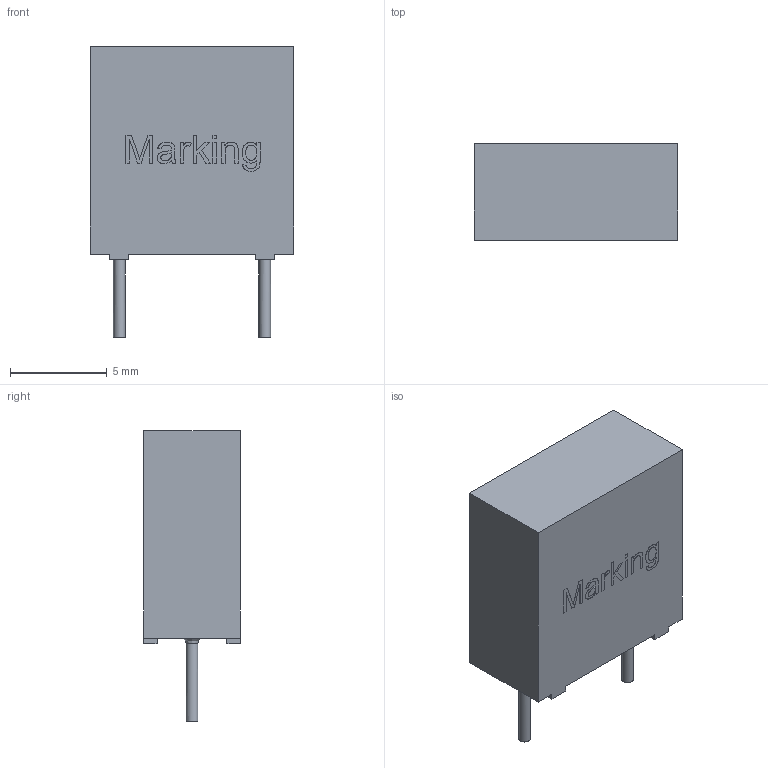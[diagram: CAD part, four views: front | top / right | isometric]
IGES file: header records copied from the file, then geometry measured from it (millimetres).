
Start section: C
Global section: file name: 7,5x10,5x5x11.igs; native system: By Siemens PLM Incorporated; preprocessor: XPlus GENERIC/IGES 23.0.61; author: Author; organization: Title; date: 20230712.151957; units: millimetre
Bounding box: 10.5 x 5 x 15 mm (x, y, z)
Surface area: 1030.4 mm2 (no closed solid volume)
Topology: 0 solids, 0 shells, 110 faces, 756 edges, 756 vertices
Faces by surface type: bspline 110
